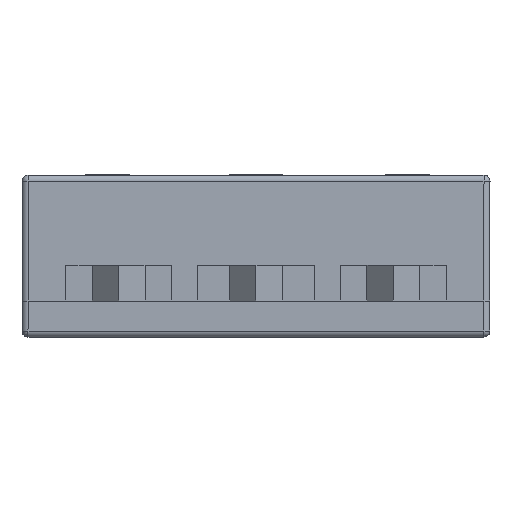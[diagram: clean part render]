
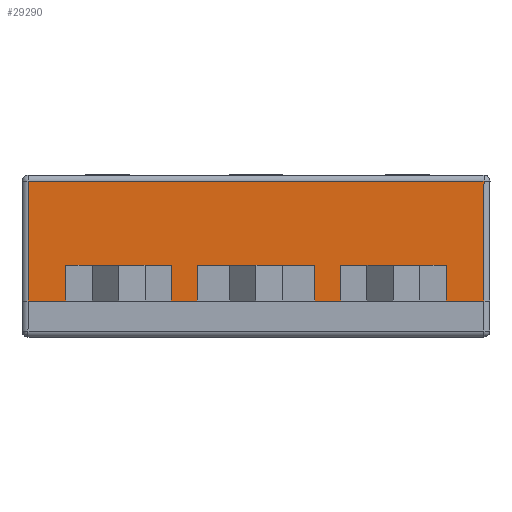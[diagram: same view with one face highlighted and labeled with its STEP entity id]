
A CAD part, front view. The second image highlights one B-rep face of the part: STEP entity #29290.
In plain terms, the highlighted planar face has unit normal (0, -1, 0).
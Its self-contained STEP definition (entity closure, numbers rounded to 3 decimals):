
#10590 = PLANE ( 'NONE',  #31986 ) ;
#10591 = CARTESIAN_POINT ( 'NONE',  ( -3.975, 4.5, 1.875 ) ) ;
#10592 = DIRECTION ( 'NONE',  ( 0., 1., 0. ) ) ;
#10593 = DIRECTION ( 'NONE',  ( -1., 0., 0. ) ) ;
#14534 = VERTEX_POINT ( 'NONE', #18059 ) ;
#14536 = VERTEX_POINT ( 'NONE', #18061 ) ;
#14571 = ORIENTED_EDGE ( 'NONE', *, *, #14758, .T. ) ;
#14572 = ORIENTED_EDGE ( 'NONE', *, *, #14738, .T. ) ;
#14573 = ORIENTED_EDGE ( 'NONE', *, *, #14757, .T. ) ;
#14574 = ORIENTED_EDGE ( 'NONE', *, *, #14759, .T. ) ;
#14738 = EDGE_CURVE ( 'NONE', #14534, #14536, #18409, .T. ) ;
#14757 = EDGE_CURVE ( 'NONE', #24025, #14534, #18466, .T. ) ;
#14758 = EDGE_CURVE ( 'NONE', #24036, #24025, #18469, .T. ) ;
#14759 = EDGE_CURVE ( 'NONE', #14536, #24036, #18472, .T. ) ;
#18059 = CARTESIAN_POINT ( 'NONE',  ( -3.875, 4.5, -0.225 ) ) ;
#18061 = CARTESIAN_POINT ( 'NONE',  ( 3.725, 4.5, -0.225 ) ) ;
#18409 = LINE ( 'NONE', #18410, #18576 ) ;
#18410 = CARTESIAN_POINT ( 'NONE',  ( -3.975, 4.5, -0.225 ) ) ;
#18411 = DIRECTION ( 'NONE',  ( 1., 0., 0. ) ) ;
#18466 = LINE ( 'NONE', #18467, #18595 ) ;
#18467 = CARTESIAN_POINT ( 'NONE',  ( -3.875, 4.5, 1.875 ) ) ;
#18468 = DIRECTION ( 'NONE',  ( 0., 0., -1. ) ) ;
#18469 = LINE ( 'NONE', #18470, #18596 ) ;
#18470 = CARTESIAN_POINT ( 'NONE',  ( -3.975, 4.5, 1.775 ) ) ;
#18471 = DIRECTION ( 'NONE',  ( -1., 0., 0. ) ) ;
#18472 = LINE ( 'NONE', #18473, #18597 ) ;
#18473 = CARTESIAN_POINT ( 'NONE',  ( 3.725, 4.5, 1.875 ) ) ;
#18474 = DIRECTION ( 'NONE',  ( 0., 0., 1. ) ) ;
#18576 = VECTOR ( 'NONE', #18411, 1000. ) ;
#18595 = VECTOR ( 'NONE', #18468, 1000. ) ;
#18596 = VECTOR ( 'NONE', #18471, 1000. ) ;
#18597 = VECTOR ( 'NONE', #18474, 1000. ) ;
#24025 = VERTEX_POINT ( 'NONE', #29532 ) ;
#24036 = VERTEX_POINT ( 'NONE', #29543 ) ;
#25926 = EDGE_LOOP ( 'NONE', ( #14571, #14573, #14572, #14574 ) ) ;
#29290 = ADVANCED_FACE ( 'NONE', ( #31981 ), #10590, .F. ) ;
#29532 = CARTESIAN_POINT ( 'NONE',  ( -3.875, 4.5, 1.775 ) ) ;
#29543 = CARTESIAN_POINT ( 'NONE',  ( 3.725, 4.5, 1.775 ) ) ;
#31981 = FACE_OUTER_BOUND ( 'NONE', #25926, .T. ) ;
#31986 = AXIS2_PLACEMENT_3D ( 'NONE', #10591, #10592, #10593 ) ;
